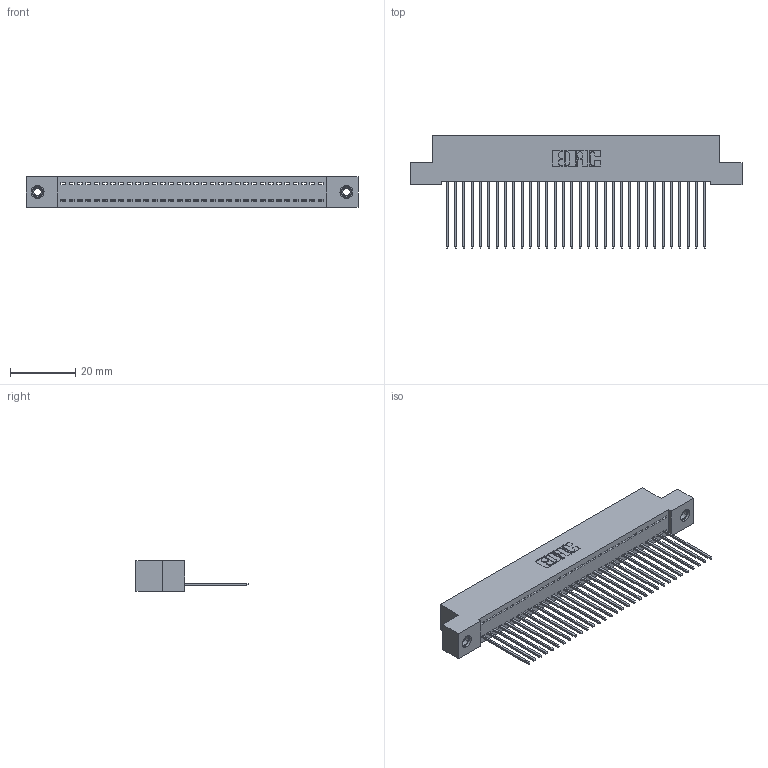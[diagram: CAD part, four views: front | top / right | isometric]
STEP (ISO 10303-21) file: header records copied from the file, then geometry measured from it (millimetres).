
FILE_DESCRIPTION (( 'STEP AP203' ), '1' );
FILE_NAME ('342-032-541-108.STEP', '2018-08-11T17:00:20', ( '' ), ( '' ), 'SwSTEP 2.0', 'SolidWorks 2016', '' );
FILE_SCHEMA (( 'CONFIG_CONTROL_DESIGN' ));
Length unit declared in the file: inch
Products named in the file (4): 342 Part_TI; 345-292-001_345-293-141; 345-250-001_345-250-003-102; 342-032-541-108
Assembly tree (35 placements, depth 2):
  342-032-541-108
    342 Part_TI
    345-292-001_345-293-141  x32
    345-250-001_345-250-003-102  x2
Bounding box: 101.6 x 34.3 x 9.4 mm (x, y, z)
Volume: 8971.4 mm3; surface area: 13605.6 mm2
Topology: 35 solids, 35 shells, 2026 faces, 6067 edges, 3994 vertices
Faces by surface type: plane 1442, cylinder 568, cone 12, torus 4
Entity records: 21928 total; most frequent: CARTESIAN_POINT 3765, ORIENTED_EDGE 3726, DIRECTION 3229, EDGE_CURVE 1863, VECTOR 1715, LINE 1715, VERTEX_POINT 1236, AXIS2_PLACEMENT_3D 757
